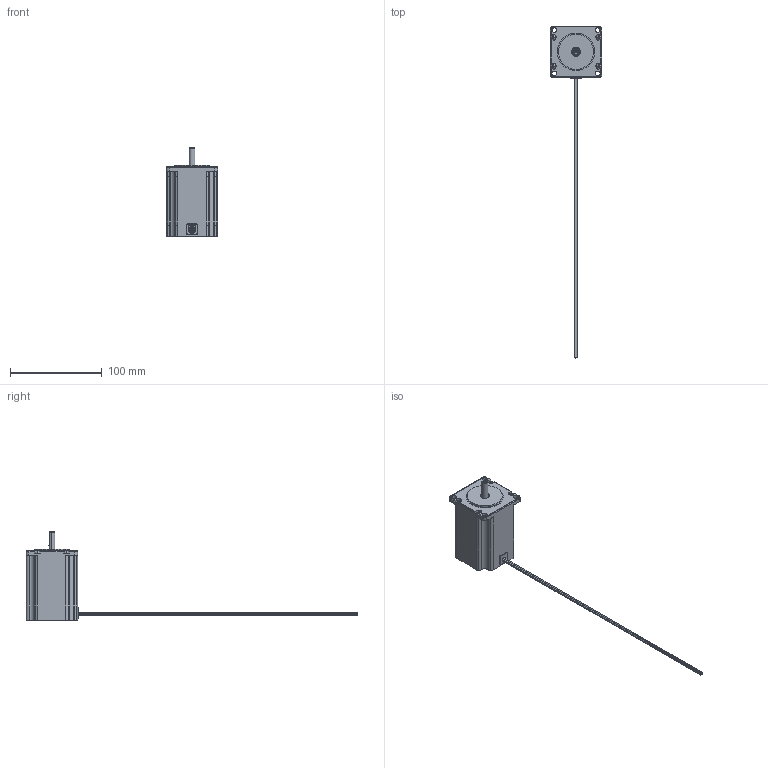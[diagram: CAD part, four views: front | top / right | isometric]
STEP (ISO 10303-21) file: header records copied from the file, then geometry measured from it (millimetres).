
FILE_DESCRIPTION (( 'STEP AP214' ), '1' );
FILE_NAME ('STP-MTRH-23079.STEP', '2014-09-22T18:10:55', ( '' ), ( '' ), 'SwSTEP 2.0', 'SolidWorks 2014', '' );
FILE_SCHEMA (( 'AUTOMOTIVE_DESIGN' ));
Length unit declared in the file: inch
Products named in the file (1): STP-MTRH-23079
Bounding box: 56.06 x 360.86 x 96.09 mm (x, y, z)
Volume: 156340.8 mm3; surface area: 90717.2 mm2
Topology: 17 solids, 17 shells, 1915 faces, 5710 edges, 3763 vertices
Faces by surface type: cylinder 956, plane 838, cone 57, torus 48, sphere 16
Entity records: 72556 total; most frequent: CARTESIAN_POINT 12413, DIRECTION 11495, ORIENTED_EDGE 11396, EDGE_CURVE 5698, AXIS2_PLACEMENT_3D 4054, VERTEX_POINT 3763, VECTOR 3387, LINE 3387
